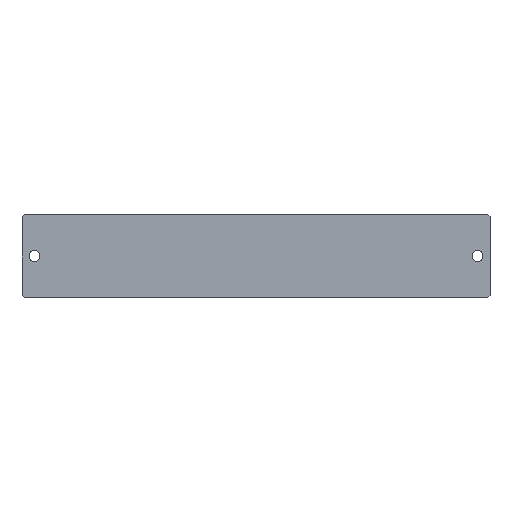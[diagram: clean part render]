
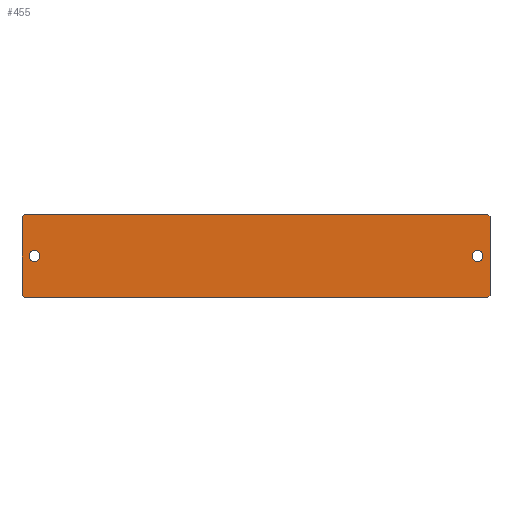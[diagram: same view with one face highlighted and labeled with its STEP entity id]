
A CAD part, top view. The second image highlights one B-rep face of the part: STEP entity #455.
In plain terms, the highlighted planar face has unit normal (0, 0, 1).
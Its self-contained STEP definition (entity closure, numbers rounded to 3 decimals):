
#3 = VECTOR ( 'NONE', #319, 1000. ) ;
#8 = VECTOR ( 'NONE', #312, 1000. ) ;
#9 = AXIS2_PLACEMENT_3D ( 'NONE', #241, #267, #259 ) ;
#14 = VECTOR ( 'NONE', #315, 1000. ) ;
#21 = VECTOR ( 'NONE', #300, 1000. ) ;
#26 = VECTOR ( 'NONE', #292, 1000. ) ;
#32 = CIRCLE ( 'NONE', #56, 1.3 ) ;
#42 = VECTOR ( 'NONE', #352, 1000. ) ;
#43 = CIRCLE ( 'NONE', #63, 1.3 ) ;
#44 = AXIS2_PLACEMENT_3D ( 'NONE', #345, #347, #338 ) ;
#49 = VECTOR ( 'NONE', #407, 1000. ) ;
#56 = AXIS2_PLACEMENT_3D ( 'NONE', #350, #382, #380 ) ;
#58 = AXIS2_PLACEMENT_3D ( 'NONE', #410, #419, #387 ) ;
#63 = AXIS2_PLACEMENT_3D ( 'NONE', #383, #348, #341 ) ;
#65 = CIRCLE ( 'NONE', #58, 1.3 ) ;
#67 = VECTOR ( 'NONE', #354, 1000. ) ;
#69 = CIRCLE ( 'NONE', #44, 1.3 ) ;
#83 = VERTEX_POINT ( 'NONE', #217 ) ;
#84 = VERTEX_POINT ( 'NONE', #89 ) ;
#87 = VERTEX_POINT ( 'NONE', #195 ) ;
#89 = CARTESIAN_POINT ( 'NONE',  ( -56.5, 9.5, 0.76 ) ) ;
#91 = ORIENTED_EDGE ( 'NONE', *, *, #478, .T. ) ;
#94 = ORIENTED_EDGE ( 'NONE', *, *, #510, .F. ) ;
#98 = VERTEX_POINT ( 'NONE', #214 ) ;
#100 = ORIENTED_EDGE ( 'NONE', *, *, #487, .F. ) ;
#111 = ORIENTED_EDGE ( 'NONE', *, *, #491, .T. ) ;
#113 = ORIENTED_EDGE ( 'NONE', *, *, #488, .F. ) ;
#116 = ORIENTED_EDGE ( 'NONE', *, *, #485, .F. ) ;
#128 = ORIENTED_EDGE ( 'NONE', *, *, #466, .T. ) ;
#132 = ORIENTED_EDGE ( 'NONE', *, *, #481, .T. ) ;
#148 = ORIENTED_EDGE ( 'NONE', *, *, #513, .T. ) ;
#150 = ORIENTED_EDGE ( 'NONE', *, *, #497, .T. ) ;
#168 = ORIENTED_EDGE ( 'NONE', *, *, #473, .T. ) ;
#169 = ORIENTED_EDGE ( 'NONE', *, *, #468, .T. ) ;
#183 = CARTESIAN_POINT ( 'NONE',  ( 56.5, 9.5, 0.76 ) ) ;
#184 = EDGE_LOOP ( 'NONE', ( #169, #132, #148, #150, #111, #168, #128, #91 ) ) ;
#185 = CARTESIAN_POINT ( 'NONE',  ( -52.2, 0., 0.76 ) ) ;
#187 = CARTESIAN_POINT ( 'NONE',  ( 56., -10., 0.76 ) ) ;
#189 = VERTEX_POINT ( 'NONE', #235 ) ;
#194 = VERTEX_POINT ( 'NONE', #196 ) ;
#195 = CARTESIAN_POINT ( 'NONE',  ( -56., 10., 0.76 ) ) ;
#196 = CARTESIAN_POINT ( 'NONE',  ( 52.2, 0., 0.76 ) ) ;
#203 = VERTEX_POINT ( 'NONE', #223 ) ;
#205 = FACE_BOUND ( 'NONE', #237, .T. ) ;
#207 = VERTEX_POINT ( 'NONE', #187 ) ;
#208 = VERTEX_POINT ( 'NONE', #230 ) ;
#213 = CARTESIAN_POINT ( 'NONE',  ( 54.8, 0., 0.76 ) ) ;
#214 = CARTESIAN_POINT ( 'NONE',  ( -56., -10., 0.76 ) ) ;
#216 = VERTEX_POINT ( 'NONE', #183 ) ;
#217 = CARTESIAN_POINT ( 'NONE',  ( -54.8, 0., 0.76 ) ) ;
#219 = EDGE_LOOP ( 'NONE', ( #94, #100 ) ) ;
#220 = FACE_BOUND ( 'NONE', #219, .T. ) ;
#223 = CARTESIAN_POINT ( 'NONE',  ( 56.5, -9.5, 0.76 ) ) ;
#226 = VERTEX_POINT ( 'NONE', #185 ) ;
#230 = CARTESIAN_POINT ( 'NONE',  ( 56., 10., 0.76 ) ) ;
#232 = VERTEX_POINT ( 'NONE', #213 ) ;
#235 = CARTESIAN_POINT ( 'NONE',  ( -56.5, -9.5, 0.76 ) ) ;
#237 = EDGE_LOOP ( 'NONE', ( #116, #113 ) ) ;
#241 = CARTESIAN_POINT ( 'NONE',  ( -56.5, -10., 0.76 ) ) ;
#253 = FACE_OUTER_BOUND ( 'NONE', #184, .T. ) ;
#259 = DIRECTION ( 'NONE',  ( 1., 0., 0. ) ) ;
#264 = CARTESIAN_POINT ( 'NONE',  ( -56.5, -10., 0.76 ) ) ;
#267 = DIRECTION ( 'NONE',  ( 0., 0., 1. ) ) ;
#272 = PLANE ( 'NONE',  #9 ) ;
#287 = LINE ( 'NONE', #264, #21 ) ;
#292 = DIRECTION ( 'NONE',  ( 0., 1., 0. ) ) ;
#296 = LINE ( 'NONE', #303, #8 ) ;
#300 = DIRECTION ( 'NONE',  ( 1., 0., 0. ) ) ;
#301 = CARTESIAN_POINT ( 'NONE',  ( 56.5, 10., 0.76 ) ) ;
#302 = LINE ( 'NONE', #301, #26 ) ;
#303 = CARTESIAN_POINT ( 'NONE',  ( -0.25, -66.25, 0.76 ) ) ;
#305 = CARTESIAN_POINT ( 'NONE',  ( 9.75, 56.25, 0.76 ) ) ;
#312 = DIRECTION ( 'NONE',  ( 0.707, 0.707, 0. ) ) ;
#314 = LINE ( 'NONE', #305, #14 ) ;
#315 = DIRECTION ( 'NONE',  ( -0.707, 0.707, 0. ) ) ;
#319 = DIRECTION ( 'NONE',  ( 0.707, -0.707, 0. ) ) ;
#333 = LINE ( 'NONE', #337, #3 ) ;
#337 = CARTESIAN_POINT ( 'NONE',  ( -56.25, -9.75, 0.76 ) ) ;
#338 = DIRECTION ( 'NONE',  ( 1., 0., 0. ) ) ;
#340 = LINE ( 'NONE', #379, #67 ) ;
#341 = DIRECTION ( 'NONE',  ( 1., 0., 0. ) ) ;
#345 = CARTESIAN_POINT ( 'NONE',  ( 53.5, 0., 0.76 ) ) ;
#347 = DIRECTION ( 'NONE',  ( 0., 0., 1. ) ) ;
#348 = DIRECTION ( 'NONE',  ( 0., 0., 1. ) ) ;
#350 = CARTESIAN_POINT ( 'NONE',  ( -53.5, 0., 0.76 ) ) ;
#351 = LINE ( 'NONE', #358, #42 ) ;
#352 = DIRECTION ( 'NONE',  ( -0.707, -0.707, 0. ) ) ;
#354 = DIRECTION ( 'NONE',  ( 0., -1., 0. ) ) ;
#358 = CARTESIAN_POINT ( 'NONE',  ( -66.25, -0.25, 0.76 ) ) ;
#379 = CARTESIAN_POINT ( 'NONE',  ( -56.5, 10., 0.76 ) ) ;
#380 = DIRECTION ( 'NONE',  ( 1., 0., 0. ) ) ;
#382 = DIRECTION ( 'NONE',  ( 0., 0., 1. ) ) ;
#383 = CARTESIAN_POINT ( 'NONE',  ( 53.5, 0., 0.76 ) ) ;
#387 = DIRECTION ( 'NONE',  ( 1., 0., 0. ) ) ;
#407 = DIRECTION ( 'NONE',  ( -1., 0., 0. ) ) ;
#410 = CARTESIAN_POINT ( 'NONE',  ( -53.5, 0., 0.76 ) ) ;
#416 = CARTESIAN_POINT ( 'NONE',  ( -56.5, 10., 0.76 ) ) ;
#419 = DIRECTION ( 'NONE',  ( 0., 0., 1. ) ) ;
#421 = LINE ( 'NONE', #416, #49 ) ;
#455 = ADVANCED_FACE ( 'NONE', ( #220, #205, #253 ), #272, .T. ) ;
#466 = EDGE_CURVE ( 'NONE', #98, #207, #287, .T. ) ;
#468 = EDGE_CURVE ( 'NONE', #203, #216, #302, .T. ) ;
#473 = EDGE_CURVE ( 'NONE', #189, #98, #333, .T. ) ;
#478 = EDGE_CURVE ( 'NONE', #207, #203, #296, .T. ) ;
#481 = EDGE_CURVE ( 'NONE', #216, #208, #314, .T. ) ;
#485 = EDGE_CURVE ( 'NONE', #232, #194, #69, .T. ) ;
#487 = EDGE_CURVE ( 'NONE', #83, #226, #32, .T. ) ;
#488 = EDGE_CURVE ( 'NONE', #194, #232, #43, .T. ) ;
#491 = EDGE_CURVE ( 'NONE', #84, #189, #340, .T. ) ;
#497 = EDGE_CURVE ( 'NONE', #87, #84, #351, .T. ) ;
#510 = EDGE_CURVE ( 'NONE', #226, #83, #65, .T. ) ;
#513 = EDGE_CURVE ( 'NONE', #208, #87, #421, .T. ) ;
